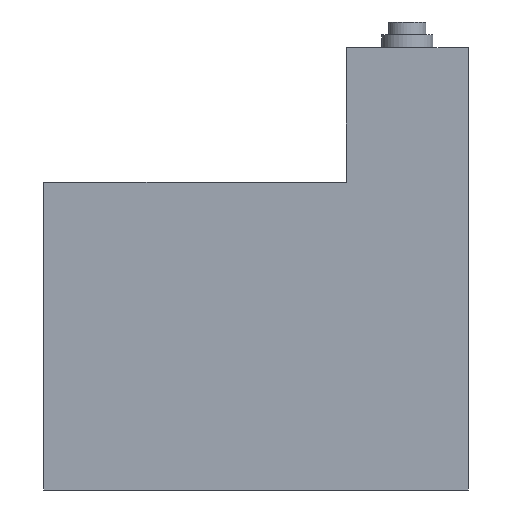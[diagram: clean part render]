
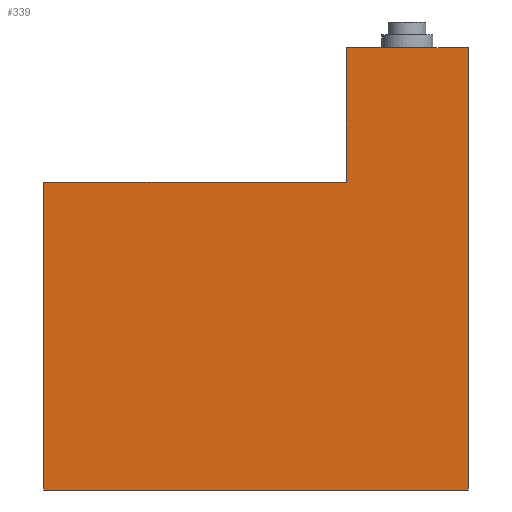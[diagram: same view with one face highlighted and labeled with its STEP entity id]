
A CAD part, front view. The second image highlights one B-rep face of the part: STEP entity #339.
In plain terms, the highlighted planar face has unit normal (0, -1, 0).
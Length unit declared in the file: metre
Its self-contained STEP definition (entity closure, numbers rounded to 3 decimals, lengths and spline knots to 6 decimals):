
#24=ORIENTED_EDGE('',*,*,#116,.F.);
#25=ORIENTED_EDGE('',*,*,#117,.F.);
#26=ORIENTED_EDGE('',*,*,#118,.T.);
#27=ORIENTED_EDGE('',*,*,#119,.T.);
#28=ORIENTED_EDGE('',*,*,#120,.T.);
#29=ORIENTED_EDGE('',*,*,#121,.T.);
#116=EDGE_CURVE('',#162,#163,#194,.T.);
#117=EDGE_CURVE('',#164,#162,#195,.T.);
#118=EDGE_CURVE('',#164,#165,#196,.T.);
#119=EDGE_CURVE('',#165,#166,#197,.T.);
#120=EDGE_CURVE('',#166,#167,#198,.T.);
#121=EDGE_CURVE('',#167,#163,#199,.T.);
#162=VERTEX_POINT('',#503);
#163=VERTEX_POINT('',#504);
#164=VERTEX_POINT('',#506);
#165=VERTEX_POINT('',#508);
#166=VERTEX_POINT('',#510);
#167=VERTEX_POINT('',#512);
#194=LINE('',#502,#236);
#195=LINE('',#505,#237);
#196=LINE('',#507,#238);
#197=LINE('',#509,#239);
#198=LINE('',#511,#240);
#199=LINE('',#513,#241);
#236=VECTOR('',#407,1.);
#237=VECTOR('',#408,1.);
#238=VECTOR('',#409,1.);
#239=VECTOR('',#410,1.);
#240=VECTOR('',#411,1.);
#241=VECTOR('',#412,1.);
#273=EDGE_LOOP('',(#24,#25,#26,#27,#28,#29));
#297=FACE_BOUND('',#273,.T.);
#321=PLANE('',#372);
#339=ADVANCED_FACE('',(#297),#321,.T.);
#372=AXIS2_PLACEMENT_3D('',#501,#405,#406);
#405=DIRECTION('',(0.,-1.,0.));
#406=DIRECTION('',(0.,0.,-1.));
#407=DIRECTION('',(-1.,0.,0.));
#408=DIRECTION('',(0.,0.,-1.));
#409=DIRECTION('',(-1.,0.,0.));
#410=DIRECTION('',(0.,0.,-1.));
#411=DIRECTION('',(-1.,0.,0.));
#412=DIRECTION('',(0.,0.,-1.));
#501=CARTESIAN_POINT('',(-0.0447,-0.0261,0.048));
#502=CARTESIAN_POINT('',(-0.0447,-0.0261,0.));
#503=CARTESIAN_POINT('',(0.019,-0.0261,0.));
#504=CARTESIAN_POINT('',(-0.0472,-0.0261,0.));
#505=CARTESIAN_POINT('',(0.019,-0.0261,0.048));
#506=CARTESIAN_POINT('',(0.019,-0.0261,0.069));
#507=CARTESIAN_POINT('',(-0.0447,-0.0261,0.069));
#508=CARTESIAN_POINT('',(0.,-0.0261,0.069));
#509=CARTESIAN_POINT('',(0.,-0.0261,0.069));
#510=CARTESIAN_POINT('',(0.,-0.0261,0.048));
#511=CARTESIAN_POINT('',(-0.0447,-0.0261,0.048));
#512=CARTESIAN_POINT('',(-0.0472,-0.0261,0.048));
#513=CARTESIAN_POINT('',(-0.0472,-0.0261,0.048));
